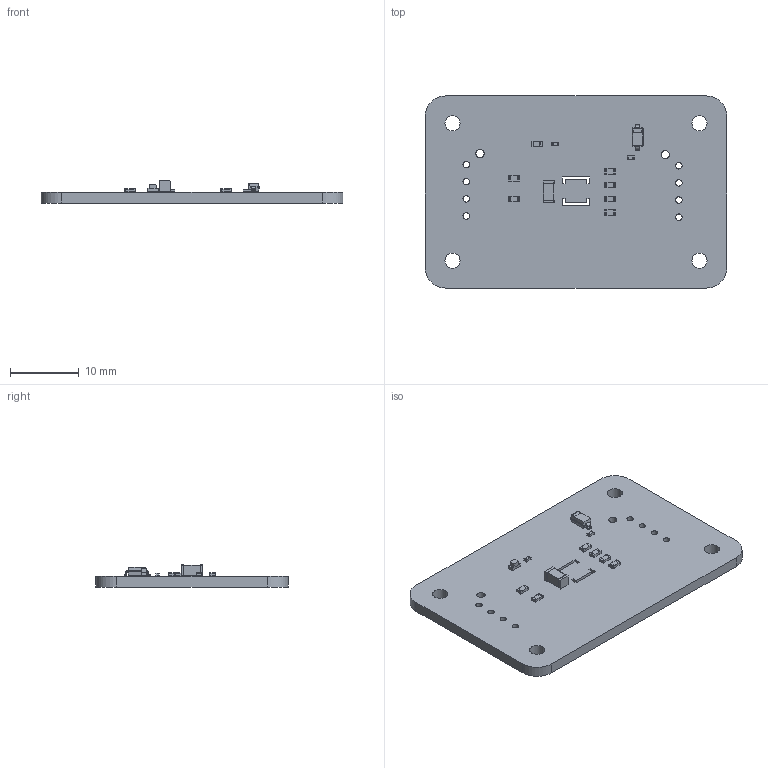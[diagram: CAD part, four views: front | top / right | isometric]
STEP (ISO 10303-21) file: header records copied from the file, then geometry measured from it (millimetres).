
FILE_DESCRIPTION(('KiCad electronic assembly'),'2;1');
FILE_NAME('Temp and Humidity Sensor.step','2024-12-26T16:20:13',( 'Pcbnew'),('Kicad'),'Open CASCADE STEP processor 7.7', 'KiCad to STEP converter','Unknown');
FILE_SCHEMA(('AUTOMOTIVE_DESIGN { 1 0 10303 214 1 1 1 1 }'));
Length unit declared in the file: millimetre
Products named in the file (12): Temp and Humidity Sensor 1; LED_0603_1608Metric; R_0603_1608Metric; C_1206_3216Metric; D_SOD-123; D_SOD_123; R_0402_1005Metric; Temp and Humidity Sensor_PCB
Assembly tree (17 placements, depth 3):
  Temp and Humidity Sensor 1
    LED_0603_1608Metric
      LED_0603_1608Metric
    R_0603_1608Metric  x6
      R_0603_1608Metric
    C_1206_3216Metric
      C_1206_3216Metric
    D_SOD-123
      D_SOD_123
    R_0402_1005Metric  x2
      R_0402_1005Metric
    Temp and Humidity Sensor_PCB
Bounding box: 44 x 28 x 3.25 mm (x, y, z)
Volume: 1932.3 mm3; surface area: 2831.3 mm2
Topology: 12 solids, 12 shells, 393 faces, 1019 edges, 654 vertices
Faces by surface type: plane 257, cylinder 110, bspline 26
Full cylindrical faces by diameter (mm): 0.95 x8, 1.2 x2, 2.2 x4
Entity records: 8793 total; most frequent: CARTESIAN_POINT 1366, ORIENTED_EDGE 1222, DIRECTION 1161, EDGE_CURVE 611, LINE 455, VECTOR 455, VERTEX_POINT 390, AXIS2_PLACEMENT_3D 353
